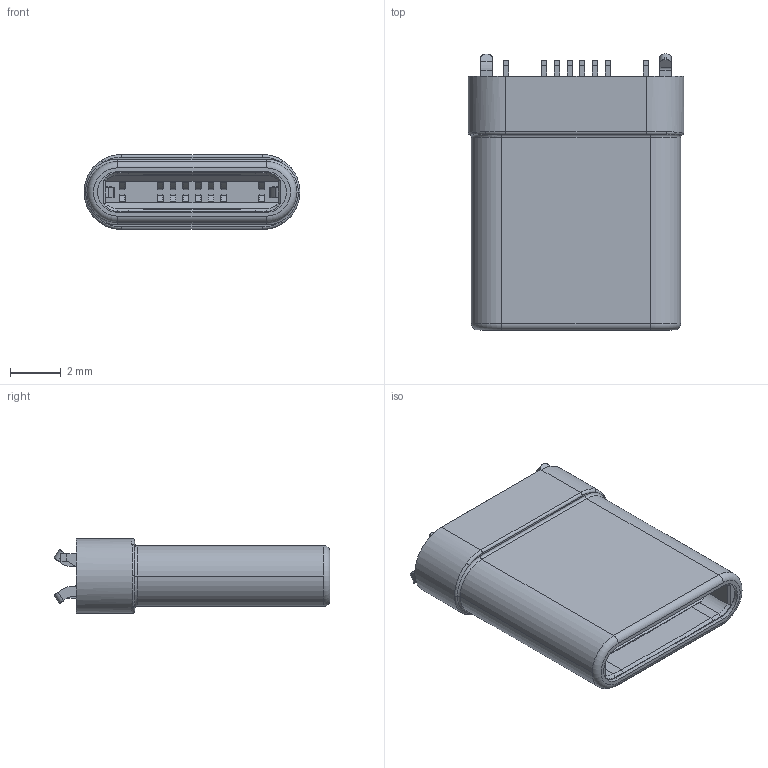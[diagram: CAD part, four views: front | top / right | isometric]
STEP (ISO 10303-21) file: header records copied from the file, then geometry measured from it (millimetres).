
FILE_DESCRIPTION((''),'2;1');
FILE_NAME('1021613AP003_USB_T0001_ASM','2025-02-24T10:08:39',('Administrator'),(''),'CREO PARAMETRIC BY PTC INC, 2020053','CREO PARAMETRIC BY PTC INC, 2020053','');
FILE_SCHEMA(('AUTOMOTIVE_DESIGN { 1 0 10303 214 1 1 1 1 }'));
Length unit declared in the file: millimetre
Products named in the file (13): BREP_1; BREP_2; BREP_3; BREP_4; BREP_5; BREP_6; BREP_7; BREP_8; BREP_9; BREP_11; BREP_12; 1_A_ASM; 1021613AP003_USB_T0001_ASM
Assembly tree (12 placements, depth 3):
  1021613AP003_USB_T0001_ASM
    1_A_ASM
      BREP_1
      BREP_2
      BREP_3
      BREP_4
      BREP_5
      BREP_6
      BREP_7
      BREP_8
      BREP_9
      BREP_11
      BREP_12
Bounding box: 8.5 x 10.87 x 2.95 mm (x, y, z)
Volume: 47.7 mm3; surface area: 1044.6 mm2
Topology: 12 solids, 21 shells, 1512 faces, 4508 edges, 2975 vertices
Faces by surface type: plane 776, cylinder 638, extrusion 36, bspline 28, torus 20, sphere 8, cone 6
Entity records: 53672 total; most frequent: CARTESIAN_POINT 11692, ORIENTED_EDGE 8942, DIRECTION 8567, EDGE_CURVE 4500, VERTEX_POINT 2975, VECTOR 2931, LINE 2895, AXIS2_PLACEMENT_3D 2818
